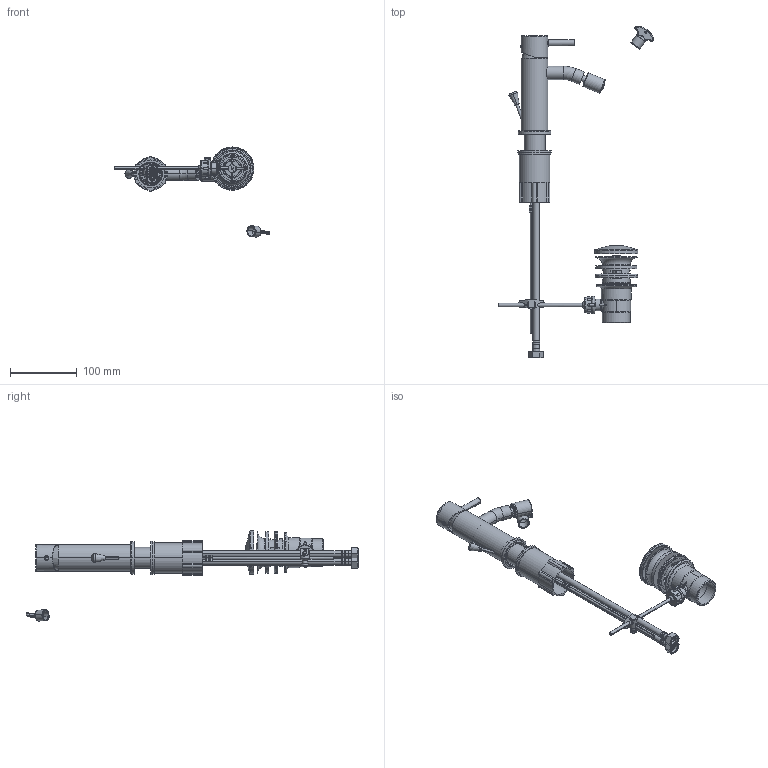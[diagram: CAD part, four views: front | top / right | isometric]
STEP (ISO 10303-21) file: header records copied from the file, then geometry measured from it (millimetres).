
FILE_DESCRIPTION((''),'2;1');
FILE_NAME('BCK6_ASM','2025-02-28T',('Administrator'),(''),'PRO/ENGINEER BY PARAMETRIC TECHNOLOGY CORPORATION, 2010430','PRO/ENGINEER BY PARAMETRIC TECHNOLOGY CORPORATION, 2010430','');
FILE_SCHEMA(('CONFIG_CONTROL_DESIGN'));
Length unit declared in the file: millimetre
Products named in the file (31): 2110515; 2110516; 2550144; 2670386; 2610171; 2550147; 2710080; 2020161; 2550081; 2020151; 2530061; 2550041; 2550101; 2350035-5; 2350035-4; 2350035-3; 2350035-2_AF0; 2350035-1; 2350035_ASM; 2320060; 2010001; 2050076; 2050082; 2010052; 2230019; 2070007; 2210016; 2860001; 2820004; 2850034; BCK6_ASM
Assembly tree (31 placements, depth 3):
  BCK6_ASM
    2110515
    2110516
    2550144
    2670386
    2610171
    2550147
    2710080
    2020161
    2550081
    2020151
    2530061
    2550041
    2550101
    2350035_ASM
      2350035-5
      2350035-4
      2350035-3
      2350035-2_AF0
      2350035-1
    2320060
    2010001
    2050076
    2050082
    2010052
    2230019
    2070007
    2210016
    2860001  x2
    2820004
    2850034
Bounding box: 233.9 x 498.49 x 135.29 mm (x, y, z)
Volume: 273437.8 mm3; surface area: 252921.4 mm2
Topology: 39 solids, 47 shells, 4290 faces, 11175 edges, 7074 vertices
Faces by surface type: plane 2751, cylinder 981, cone 234, torus 182, bspline 98, sphere 42, extrusion 2
Entity records: 137675 total; most frequent: CARTESIAN_POINT 33918, ORIENTED_EDGE 21946, DIRECTION 21211, EDGE_CURVE 10973, AXIS2_PLACEMENT_3D 7389, VERTEX_POINT 6982, VECTOR 6433, LINE 6431
